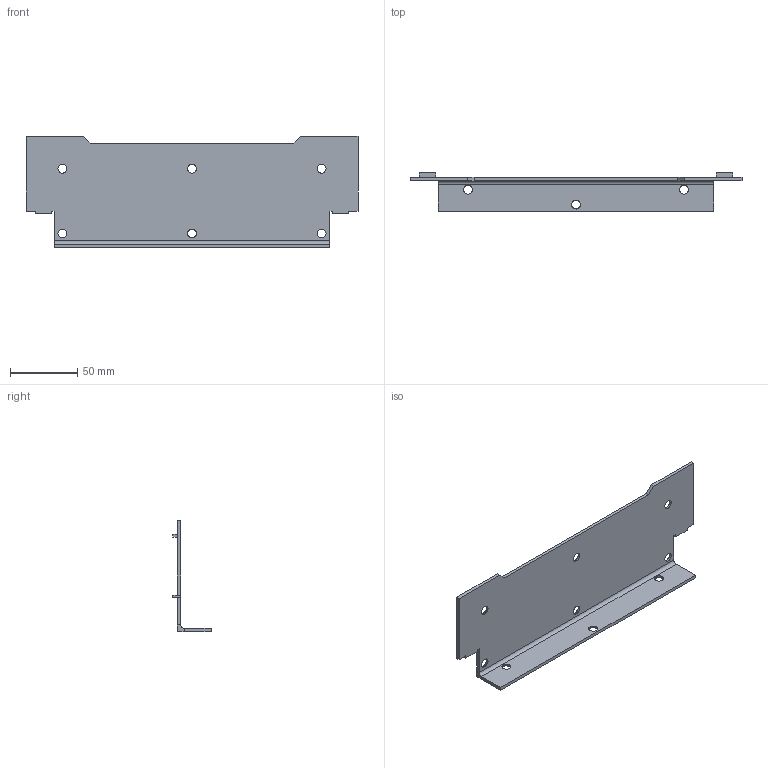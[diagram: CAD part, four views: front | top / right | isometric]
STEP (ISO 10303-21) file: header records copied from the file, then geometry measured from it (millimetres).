
FILE_DESCRIPTION(/* description */ (''),/* implementation_level */ '2;1');
FILE_NAME(/* name */ '3D_500-0188-XX.sat.ipt.stp',/* time_stamp */ '2023-06-19T17:28:04+02:00',/* author */ (''),/* organization */ (''),/* preprocessor_version */ 'ST-DEVELOPER v18.1',/* originating_system */ 'Autodesk Inventor 2021',/* authorisation */ '');
FILE_SCHEMA (('CONFIG_CONTROL_DESIGN'));
Length unit declared in the file: millimetre
Products named in the file (1): 3D_500-0188-XX.sat
Bounding box: 246 x 28.5 x 82.5 mm (x, y, z)
Volume: 57236.7 mm3; surface area: 47735.5 mm2
Topology: 1 solids, 1 shells, 61 faces, 154 edges, 97 vertices
Faces by surface type: plane 42, cylinder 10, cone 9
Full cylindrical faces by diameter (mm): 6.6 x9
Entity records: 1887 total; most frequent: CARTESIAN_POINT 313, ORIENTED_EDGE 308, DIRECTION 307, EDGE_CURVE 154, LINE 125, VECTOR 125, VERTEX_POINT 97, AXIS2_PLACEMENT_3D 91
